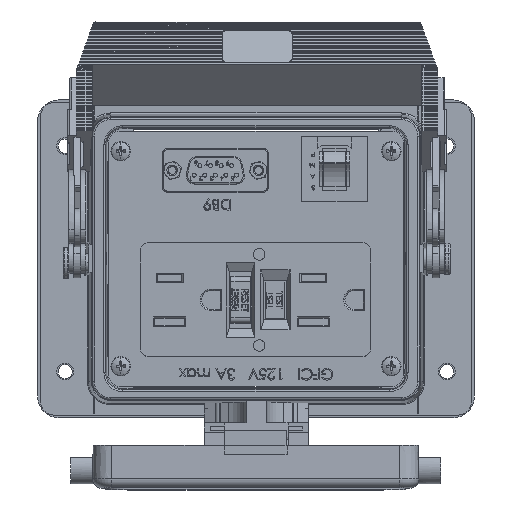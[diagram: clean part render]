
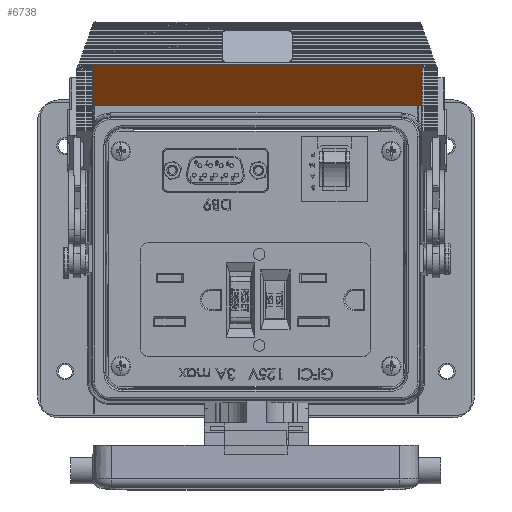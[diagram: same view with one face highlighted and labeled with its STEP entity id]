
A CAD part, top view. The second image highlights one B-rep face of the part: STEP entity #6738.
In plain terms, the highlighted planar face has unit normal (0, -0.695, 0.719).
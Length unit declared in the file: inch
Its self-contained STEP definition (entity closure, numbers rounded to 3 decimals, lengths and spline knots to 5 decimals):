
#102 = EDGE_LOOP ( 'NONE', ( #72998, #81843, #24119, #1916 ) ) ;
#1916 = ORIENTED_EDGE ( 'NONE', *, *, #101854, .T. ) ;
#6738 = ADVANCED_FACE ( 'NONE', ( #85157 ), #128071, .F. ) ;
#19924 = CARTESIAN_POINT ( 'NONE',  ( 1.883, 2.19923, 0.80925 ) ) ;
#24119 = ORIENTED_EDGE ( 'NONE', *, *, #101408, .T. ) ;
#27053 = LINE ( 'NONE', #98042, #93947 ) ;
#30866 = LINE ( 'NONE', #137429, #80838 ) ;
#40999 = CARTESIAN_POINT ( 'NONE',  ( -1.857, 1.73484, 0.3608 ) ) ;
#47384 = CARTESIAN_POINT ( 'NONE',  ( 1.883, 1.73484, 0.3608 ) ) ;
#56947 = DIRECTION ( 'NONE',  ( 0., 0.695, -0.719 ) ) ;
#64676 = VECTOR ( 'NONE', #114299, 39.37008 ) ;
#67307 = CARTESIAN_POINT ( 'NONE',  ( 1.883, 2.34628, 0.95126 ) ) ;
#72998 = ORIENTED_EDGE ( 'NONE', *, *, #111711, .F. ) ;
#75257 = VERTEX_POINT ( 'NONE', #19924 ) ;
#75294 = DIRECTION ( 'NONE',  ( -1., 0., 0. ) ) ;
#75759 = AXIS2_PLACEMENT_3D ( 'NONE', #67307, #56947, #103683 ) ;
#80838 = VECTOR ( 'NONE', #149443, 39.37008 ) ;
#81257 = LINE ( 'NONE', #112271, #64676 ) ;
#81843 = ORIENTED_EDGE ( 'NONE', *, *, #101202, .T. ) ;
#85157 = FACE_OUTER_BOUND ( 'NONE', #102, .T. ) ;
#86899 = CARTESIAN_POINT ( 'NONE',  ( -1.857, 2.19923, 0.80925 ) ) ;
#93947 = VECTOR ( 'NONE', #123526, 39.37008 ) ;
#94382 = VERTEX_POINT ( 'NONE', #86899 ) ;
#98042 = CARTESIAN_POINT ( 'NONE',  ( 1.883, 1.73484, 0.3608 ) ) ;
#101202 = EDGE_CURVE ( 'NONE', #75257, #94382, #152284, .T. ) ;
#101408 = EDGE_CURVE ( 'NONE', #94382, #109852, #81257, .T. ) ;
#101854 = EDGE_CURVE ( 'NONE', #109852, #102782, #27053, .T. ) ;
#102782 = VERTEX_POINT ( 'NONE', #47384 ) ;
#103683 = DIRECTION ( 'NONE',  ( 0., 0.719, 0.695 ) ) ;
#109852 = VERTEX_POINT ( 'NONE', #40999 ) ;
#111711 = EDGE_CURVE ( 'NONE', #75257, #102782, #30866, .T. ) ;
#112271 = CARTESIAN_POINT ( 'NONE',  ( -1.857, 2.34628, 0.95126 ) ) ;
#114299 = DIRECTION ( 'NONE',  ( 0., -0.719, -0.695 ) ) ;
#122384 = VECTOR ( 'NONE', #75294, 39.37008 ) ;
#123526 = DIRECTION ( 'NONE',  ( 1., 0., 0. ) ) ;
#128071 = PLANE ( 'NONE',  #75759 ) ;
#133068 = CARTESIAN_POINT ( 'NONE',  ( 1.883, 2.19923, 0.80925 ) ) ;
#137429 = CARTESIAN_POINT ( 'NONE',  ( 1.883, 2.34628, 0.95126 ) ) ;
#149443 = DIRECTION ( 'NONE',  ( 0., -0.719, -0.695 ) ) ;
#152284 = LINE ( 'NONE', #133068, #122384 ) ;
